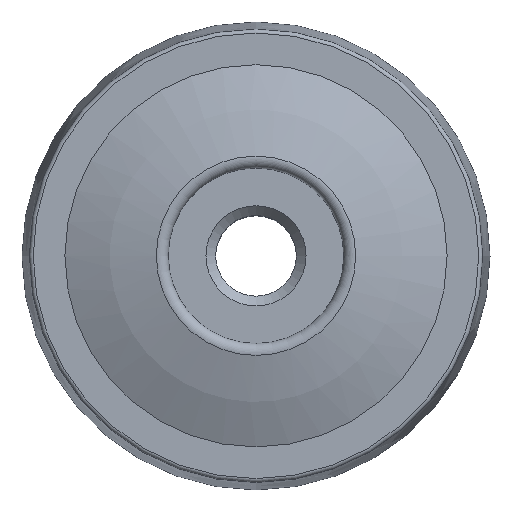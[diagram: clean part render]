
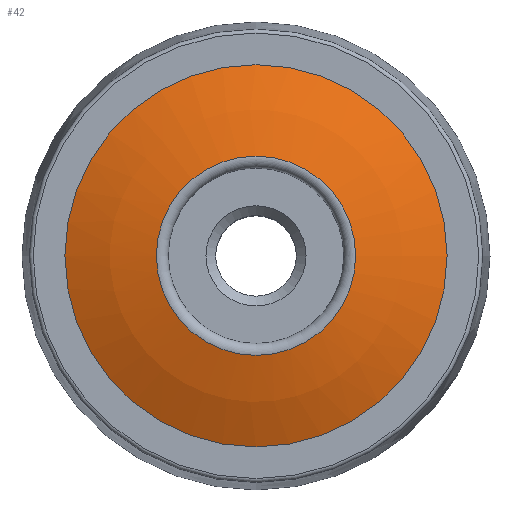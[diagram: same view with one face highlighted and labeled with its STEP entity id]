
A CAD part, top view. The second image highlights one B-rep face of the part: STEP entity #42.
In plain terms, the highlighted spherical face has radius 23.41 mm.
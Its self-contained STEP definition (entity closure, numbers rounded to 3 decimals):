
#42 = ADVANCED_FACE( '', ( #93, #94 ), #95, .T. );
#93 = FACE_OUTER_BOUND( '', #164, .T. );
#94 = FACE_OUTER_BOUND( '', #165, .T. );
#95 = SPHERICAL_SURFACE( '', #166, 23.41 );
#164 = EDGE_LOOP( '', ( #231 ) );
#165 = EDGE_LOOP( '', ( #232 ) );
#166 = AXIS2_PLACEMENT_3D( '', #233, #234, #235 );
#231 = ORIENTED_EDGE( '', *, *, #324, .T. );
#232 = ORIENTED_EDGE( '', *, *, #325, .T. );
#233 = CARTESIAN_POINT( '', ( 0., 0., -9.41 ) );
#234 = DIRECTION( '', ( 0., 0., 1. ) );
#235 = DIRECTION( '', ( 0., 1., 0. ) );
#324 = EDGE_CURVE( '', #358, #358, #359, .T. );
#325 = EDGE_CURVE( '', #360, #360, #361, .T. );
#358 = VERTEX_POINT( '', #406 );
#359 = CIRCLE( '', #407, 5.109 );
#360 = VERTEX_POINT( '', #408 );
#361 = CIRCLE( '', #409, 9.8 );
#406 = CARTESIAN_POINT( '', ( -5.109, 0., 13.436 ) );
#407 = AXIS2_PLACEMENT_3D( '', #454, #455, #456 );
#408 = CARTESIAN_POINT( '', ( 9.8, 0., 11.85 ) );
#409 = AXIS2_PLACEMENT_3D( '', #457, #458, #459 );
#454 = CARTESIAN_POINT( '', ( 0., 0., 13.436 ) );
#455 = DIRECTION( '', ( 0., 0., -1. ) );
#456 = DIRECTION( '', ( -1., 0., 0. ) );
#457 = CARTESIAN_POINT( '', ( 0., 0., 11.85 ) );
#458 = DIRECTION( '', ( 0., 0., 1. ) );
#459 = DIRECTION( '', ( 1., 0., 0. ) );
